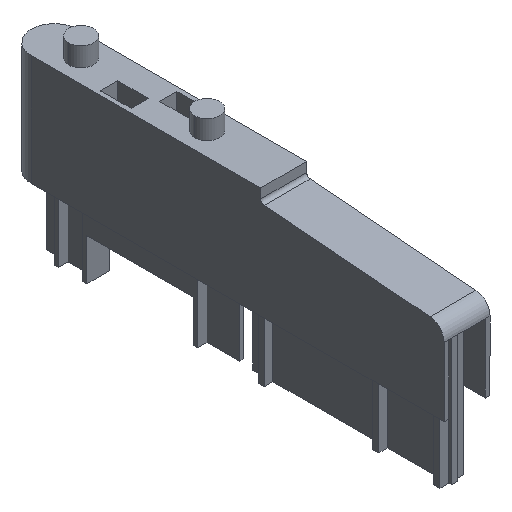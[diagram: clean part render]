
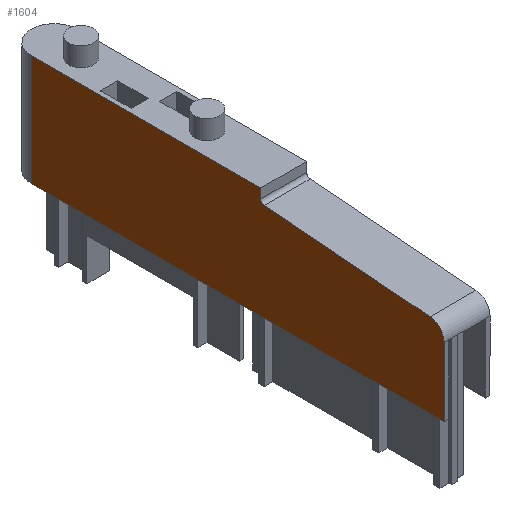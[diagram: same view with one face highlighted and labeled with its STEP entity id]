
A CAD part, isometric view. The second image highlights one B-rep face of the part: STEP entity #1604.
In plain terms, the highlighted planar face has unit normal (-1, 0, 0).
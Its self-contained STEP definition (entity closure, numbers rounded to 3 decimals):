
#100 = VECTOR ( 'NONE', #1958, 1000. ) ;
#167 = VERTEX_POINT ( 'NONE', #2994 ) ;
#199 = CARTESIAN_POINT ( 'NONE',  ( -6., 54., -29. ) ) ;
#208 = CIRCLE ( 'NONE', #370, 4. ) ;
#213 = LINE ( 'NONE', #2461, #357 ) ;
#273 = CARTESIAN_POINT ( 'NONE',  ( -6., 54., -29. ) ) ;
#357 = VECTOR ( 'NONE', #2192, 1000. ) ;
#370 = AXIS2_PLACEMENT_3D ( 'NONE', #1635, #3525, #1051 ) ;
#449 = EDGE_CURVE ( 'NONE', #1138, #3147, #528, .T. ) ;
#516 = FACE_OUTER_BOUND ( 'NONE', #1513, .T. ) ;
#526 = VECTOR ( 'NONE', #1059, 1000. ) ;
#528 = LINE ( 'NONE', #273, #526 ) ;
#575 = VERTEX_POINT ( 'NONE', #2204 ) ;
#644 = CARTESIAN_POINT ( 'NONE',  ( -6., -6., 0. ) ) ;
#847 = CARTESIAN_POINT ( 'NONE',  ( -6., -6.919, -3.497 ) ) ;
#934 = VECTOR ( 'NONE', #2734, 1000. ) ;
#961 = ORIENTED_EDGE ( 'NONE', *, *, #1768, .F. ) ;
#1046 = DIRECTION ( 'NONE',  ( 0., -1., 0. ) ) ;
#1051 = DIRECTION ( 'NONE',  ( 0., -1., 0. ) ) ;
#1059 = DIRECTION ( 'NONE',  ( 0., 0., 1. ) ) ;
#1138 = VERTEX_POINT ( 'NONE', #3276 ) ;
#1148 = ORIENTED_EDGE ( 'NONE', *, *, #2901, .F. ) ;
#1149 = EDGE_CURVE ( 'NONE', #3147, #3027, #1369, .T. ) ;
#1154 = VERTEX_POINT ( 'NONE', #2470 ) ;
#1156 = DIRECTION ( 'NONE',  ( 0., -1., 0. ) ) ;
#1240 = VERTEX_POINT ( 'NONE', #2485 ) ;
#1288 = EDGE_CURVE ( 'NONE', #167, #1388, #1294, .T. ) ;
#1294 = CIRCLE ( 'NONE', #1868, 1. ) ;
#1369 = LINE ( 'NONE', #1404, #934 ) ;
#1388 = VERTEX_POINT ( 'NONE', #2132 ) ;
#1404 = CARTESIAN_POINT ( 'NONE',  ( -6., 54., 0. ) ) ;
#1424 = DIRECTION ( 'NONE',  ( 0., -1., 0. ) ) ;
#1508 = ORIENTED_EDGE ( 'NONE', *, *, #1863, .F. ) ;
#1513 = EDGE_LOOP ( 'NONE', ( #1508, #1148, #2269, #961, #1949, #2890, #2346, #3010 ) ) ;
#1604 = ADVANCED_FACE ( 'NONE', ( #516 ), #2677, .T. ) ;
#1635 = CARTESIAN_POINT ( 'NONE',  ( -6., -50., -11. ) ) ;
#1768 = EDGE_CURVE ( 'NONE', #3027, #167, #1797, .T. ) ;
#1797 = LINE ( 'NONE', #2644, #3316 ) ;
#1835 = DIRECTION ( 'NONE',  ( 0., 0., -1. ) ) ;
#1863 = EDGE_CURVE ( 'NONE', #1240, #575, #208, .T. ) ;
#1868 = AXIS2_PLACEMENT_3D ( 'NONE', #2785, #2524, #1424 ) ;
#1949 = ORIENTED_EDGE ( 'NONE', *, *, #1149, .F. ) ;
#1958 = DIRECTION ( 'NONE',  ( 0., -0.997, -0.081 ) ) ;
#2132 = CARTESIAN_POINT ( 'NONE',  ( -6., -6.919, -3.497 ) ) ;
#2192 = DIRECTION ( 'NONE',  ( 0., 0., 1. ) ) ;
#2204 = CARTESIAN_POINT ( 'NONE',  ( -6., -54., -11. ) ) ;
#2234 = LINE ( 'NONE', #847, #100 ) ;
#2269 = ORIENTED_EDGE ( 'NONE', *, *, #1288, .F. ) ;
#2284 = AXIS2_PLACEMENT_3D ( 'NONE', #199, #2741, #1046 ) ;
#2337 = EDGE_CURVE ( 'NONE', #1154, #575, #213, .T. ) ;
#2346 = ORIENTED_EDGE ( 'NONE', *, *, #2843, .T. ) ;
#2461 = CARTESIAN_POINT ( 'NONE',  ( -6., -54., -29. ) ) ;
#2470 = CARTESIAN_POINT ( 'NONE',  ( -6., -54., -29. ) ) ;
#2485 = CARTESIAN_POINT ( 'NONE',  ( -6., -50.323, -7.013 ) ) ;
#2524 = DIRECTION ( 'NONE',  ( -1., 0., 0. ) ) ;
#2644 = CARTESIAN_POINT ( 'NONE',  ( -6., -6., -29. ) ) ;
#2677 = PLANE ( 'NONE',  #2284 ) ;
#2734 = DIRECTION ( 'NONE',  ( 0., -1., 0. ) ) ;
#2741 = DIRECTION ( 'NONE',  ( -1., 0., 0. ) ) ;
#2785 = CARTESIAN_POINT ( 'NONE',  ( -6., -7., -2.5 ) ) ;
#2809 = VECTOR ( 'NONE', #1156, 1000. ) ;
#2843 = EDGE_CURVE ( 'NONE', #1138, #1154, #3083, .T. ) ;
#2890 = ORIENTED_EDGE ( 'NONE', *, *, #449, .F. ) ;
#2901 = EDGE_CURVE ( 'NONE', #1388, #1240, #2234, .T. ) ;
#2943 = CARTESIAN_POINT ( 'NONE',  ( -6., 54., 0. ) ) ;
#2994 = CARTESIAN_POINT ( 'NONE',  ( -6., -6., -2.5 ) ) ;
#3010 = ORIENTED_EDGE ( 'NONE', *, *, #2337, .T. ) ;
#3027 = VERTEX_POINT ( 'NONE', #644 ) ;
#3066 = CARTESIAN_POINT ( 'NONE',  ( -6., 54., -29. ) ) ;
#3083 = LINE ( 'NONE', #3066, #2809 ) ;
#3147 = VERTEX_POINT ( 'NONE', #2943 ) ;
#3276 = CARTESIAN_POINT ( 'NONE',  ( -6., 54., -29. ) ) ;
#3316 = VECTOR ( 'NONE', #1835, 1000. ) ;
#3525 = DIRECTION ( 'NONE',  ( 1., 0., 0. ) ) ;
